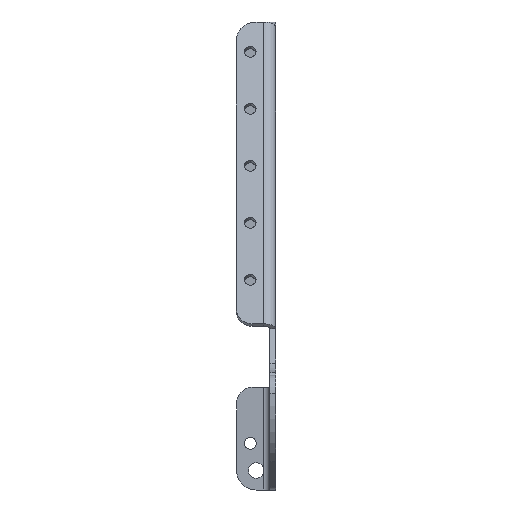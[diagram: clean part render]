
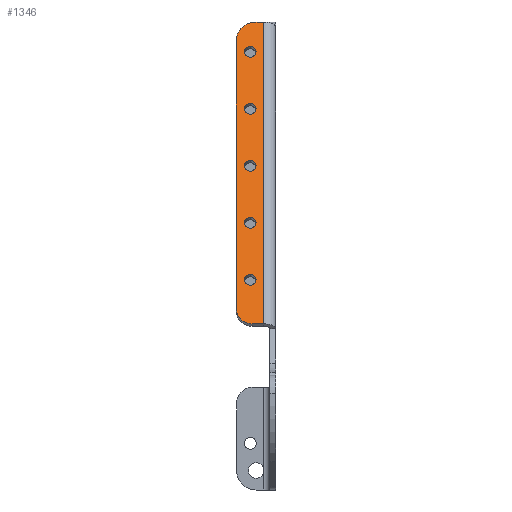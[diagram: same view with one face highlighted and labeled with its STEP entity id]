
A CAD part, front view. The second image highlights one B-rep face of the part: STEP entity #1346.
In plain terms, the highlighted planar face has unit normal (0, -0.913, 0.407).
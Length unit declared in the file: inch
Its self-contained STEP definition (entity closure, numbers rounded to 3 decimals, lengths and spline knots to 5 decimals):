
#40 = AXIS2_PLACEMENT_3D ( 'NONE', #3914, #823, #5997 ) ;
#103 = CARTESIAN_POINT ( 'NONE',  ( -0.3775, -2.57923, -1.08726 ) ) ;
#111 = DIRECTION ( 'NONE',  ( 0., -0.913, 0.407 ) ) ;
#165 = DIRECTION ( 'NONE',  ( 0., -0.407, -0.913 ) ) ;
#178 = LINE ( 'NONE', #6444, #5749 ) ;
#204 = AXIS2_PLACEMENT_3D ( 'NONE', #5780, #111, #5257 ) ;
#269 = LINE ( 'NONE', #1212, #1141 ) ;
#329 = CARTESIAN_POINT ( 'NONE',  ( -0.4075, -1.48934, 1.35877 ) ) ;
#341 = CIRCLE ( 'NONE', #1564, 0.095 ) ;
#411 = ORIENTED_EDGE ( 'NONE', *, *, #1566, .T. ) ;
#413 = DIRECTION ( 'NONE',  ( 0., -0.913, 0.407 ) ) ;
#439 = DIRECTION ( 'NONE',  ( 0., -0.913, 0.407 ) ) ;
#445 = CARTESIAN_POINT ( 'NONE',  ( -0.4075, -0.59802, 3.35918 ) ) ;
#483 = VERTEX_POINT ( 'NONE', #1413 ) ;
#508 = FACE_BOUND ( 'NONE', #4484, .T. ) ;
#533 = CARTESIAN_POINT ( 'NONE',  ( -0.6275, -0.55107, 3.46455 ) ) ;
#556 = CIRCLE ( 'NONE', #40, 0.095 ) ;
#797 = CARTESIAN_POINT ( 'NONE',  ( -0.4075, -1.89634, 0.44535 ) ) ;
#823 = DIRECTION ( 'NONE',  ( 0., -0.913, 0.407 ) ) ;
#829 = CIRCLE ( 'NONE', #1890, 0.095 ) ;
#921 = CARTESIAN_POINT ( 'NONE',  ( -0.1875, -2.88448, -1.77233 ) ) ;
#1098 = DIRECTION ( 'NONE',  ( 0., -0.913, 0.407 ) ) ;
#1141 = VECTOR ( 'NONE', #3805, 39.37008 ) ;
#1167 = EDGE_CURVE ( 'NONE', #1473, #5861, #829, .T. ) ;
#1212 = CARTESIAN_POINT ( 'NONE',  ( -0.6275, -2.57923, -1.08726 ) ) ;
#1215 = VERTEX_POINT ( 'NONE', #533 ) ;
#1222 = AXIS2_PLACEMENT_3D ( 'NONE', #3501, #413, #4516 ) ;
#1308 = VERTEX_POINT ( 'NONE', #6376 ) ;
#1315 = CARTESIAN_POINT ( 'NONE',  ( 0., -0.42388, 3.75 ) ) ;
#1330 = DIRECTION ( 'NONE',  ( 0., -0.913, 0.407 ) ) ;
#1346 = ADVANCED_FACE ( 'NONE', ( #3081, #6468, #508, #6310, #3571, #4367 ), #3254, .F. ) ;
#1354 = EDGE_CURVE ( 'NONE', #4495, #3046, #269, .T. ) ;
#1389 = CARTESIAN_POINT ( 'NONE',  ( -0.1875, -0.42388, 3.75 ) ) ;
#1413 = CARTESIAN_POINT ( 'NONE',  ( -0.4075, -1.08235, 2.2722 ) ) ;
#1428 = CARTESIAN_POINT ( 'NONE',  ( -0.3775, -2.47748, -0.8589 ) ) ;
#1461 = ORIENTED_EDGE ( 'NONE', *, *, #1354, .T. ) ;
#1473 = VERTEX_POINT ( 'NONE', #6411 ) ;
#1543 = AXIS2_PLACEMENT_3D ( 'NONE', #2079, #1098, #2107 ) ;
#1564 = AXIS2_PLACEMENT_3D ( 'NONE', #5826, #3245, #165 ) ;
#1566 = EDGE_CURVE ( 'NONE', #1308, #4495, #2105, .T. ) ;
#1568 = VERTEX_POINT ( 'NONE', #1389 ) ;
#1584 = EDGE_CURVE ( 'NONE', #4191, #3260, #3565, .T. ) ;
#1761 = CARTESIAN_POINT ( 'NONE',  ( -0.4075, -2.26468, -0.38131 ) ) ;
#1780 = CARTESIAN_POINT ( 'NONE',  ( -0.4075, -1.00502, 2.44575 ) ) ;
#1791 = EDGE_CURVE ( 'NONE', #3054, #6407, #3488, .T. ) ;
#1804 = DIRECTION ( 'NONE',  ( 0., -0.407, -0.913 ) ) ;
#1868 = EDGE_CURVE ( 'NONE', #3260, #4191, #6389, .T. ) ;
#1890 = AXIS2_PLACEMENT_3D ( 'NONE', #4077, #1984, #6153 ) ;
#1925 = DIRECTION ( 'NONE',  ( 0., -0.407, -0.913 ) ) ;
#1984 = DIRECTION ( 'NONE',  ( 0., -0.913, 0.407 ) ) ;
#2049 = ORIENTED_EDGE ( 'NONE', *, *, #1868, .F. ) ;
#2079 = CARTESIAN_POINT ( 'NONE',  ( -0.4075, -1.45068, 1.44555 ) ) ;
#2095 = EDGE_CURVE ( 'NONE', #3454, #1215, #6218, .T. ) ;
#2105 = CIRCLE ( 'NONE', #3291, 0.25 ) ;
#2107 = DIRECTION ( 'NONE',  ( 0., -0.407, -0.913 ) ) ;
#2251 = AXIS2_PLACEMENT_3D ( 'NONE', #2878, #1330, #6041 ) ;
#2316 = VERTEX_POINT ( 'NONE', #1780 ) ;
#2504 = VERTEX_POINT ( 'NONE', #329 ) ;
#2796 = ORIENTED_EDGE ( 'NONE', *, *, #1584, .F. ) ;
#2855 = ORIENTED_EDGE ( 'NONE', *, *, #3503, .F. ) ;
#2878 = CARTESIAN_POINT ( 'NONE',  ( -0.4075, -1.04368, 2.35898 ) ) ;
#2902 = EDGE_CURVE ( 'NONE', #1568, #3454, #6464, .T. ) ;
#2951 = AXIS2_PLACEMENT_3D ( 'NONE', #3680, #4823, #3548 ) ;
#2961 = CIRCLE ( 'NONE', #2251, 0.095 ) ;
#2982 = CARTESIAN_POINT ( 'NONE',  ( -0.4075, -2.26468, -0.38131 ) ) ;
#2996 = CIRCLE ( 'NONE', #3917, 0.095 ) ;
#3046 = VERTEX_POINT ( 'NONE', #5092 ) ;
#3054 = VERTEX_POINT ( 'NONE', #5627 ) ;
#3081 = FACE_BOUND ( 'NONE', #4557, .T. ) ;
#3177 = EDGE_CURVE ( 'NONE', #2316, #483, #341, .T. ) ;
#3243 = ORIENTED_EDGE ( 'NONE', *, *, #4298, .F. ) ;
#3245 = DIRECTION ( 'NONE',  ( 0., -0.913, 0.407 ) ) ;
#3254 = PLANE ( 'NONE',  #2951 ) ;
#3260 = VERTEX_POINT ( 'NONE', #4236 ) ;
#3291 = AXIS2_PLACEMENT_3D ( 'NONE', #1428, #439, #6116 ) ;
#3325 = EDGE_CURVE ( 'NONE', #1215, #1308, #178, .T. ) ;
#3336 = AXIS2_PLACEMENT_3D ( 'NONE', #4213, #3773, #5286 ) ;
#3421 = EDGE_CURVE ( 'NONE', #6407, #3054, #2996, .T. ) ;
#3432 = DIRECTION ( 'NONE',  ( 0., -0.407, -0.913 ) ) ;
#3454 = VERTEX_POINT ( 'NONE', #6559 ) ;
#3488 = CIRCLE ( 'NONE', #204, 0.095 ) ;
#3501 = CARTESIAN_POINT ( 'NONE',  ( -0.315, -0.55107, 3.46455 ) ) ;
#3503 = EDGE_CURVE ( 'NONE', #1568, #3046, #5828, .T. ) ;
#3530 = ORIENTED_EDGE ( 'NONE', *, *, #3177, .F. ) ;
#3548 = DIRECTION ( 'NONE',  ( 0., 0.407, 0.913 ) ) ;
#3565 = CIRCLE ( 'NONE', #5281, 0.095 ) ;
#3571 = FACE_BOUND ( 'NONE', #6440, .T. ) ;
#3680 = CARTESIAN_POINT ( 'NONE',  ( 0., -1.74778, 0.77876 ) ) ;
#3773 = DIRECTION ( 'NONE',  ( 0., -0.913, 0.407 ) ) ;
#3805 = DIRECTION ( 'NONE',  ( 1., 0., 0. ) ) ;
#3856 = DIRECTION ( 'NONE',  ( 0., -0.913, 0.407 ) ) ;
#3914 = CARTESIAN_POINT ( 'NONE',  ( -0.4075, -1.85768, 0.53212 ) ) ;
#3917 = AXIS2_PLACEMENT_3D ( 'NONE', #4035, #4476, #1925 ) ;
#3945 = ORIENTED_EDGE ( 'NONE', *, *, #1791, .F. ) ;
#3989 = DIRECTION ( 'NONE',  ( 0., -0.407, -0.913 ) ) ;
#3994 = ORIENTED_EDGE ( 'NONE', *, *, #5084, .F. ) ;
#4035 = CARTESIAN_POINT ( 'NONE',  ( -0.4075, -0.63668, 3.27241 ) ) ;
#4055 = ORIENTED_EDGE ( 'NONE', *, *, #2095, .T. ) ;
#4077 = CARTESIAN_POINT ( 'NONE',  ( -0.4075, -1.85768, 0.53212 ) ) ;
#4146 = ORIENTED_EDGE ( 'NONE', *, *, #2902, .T. ) ;
#4191 = VERTEX_POINT ( 'NONE', #6500 ) ;
#4213 = CARTESIAN_POINT ( 'NONE',  ( -0.4075, -1.45068, 1.44555 ) ) ;
#4236 = CARTESIAN_POINT ( 'NONE',  ( -0.4075, -2.30334, -0.46808 ) ) ;
#4298 = EDGE_CURVE ( 'NONE', #5861, #1473, #556, .T. ) ;
#4367 = FACE_OUTER_BOUND ( 'NONE', #5923, .T. ) ;
#4439 = VECTOR ( 'NONE', #3432, 39.37008 ) ;
#4476 = DIRECTION ( 'NONE',  ( 0., -0.913, 0.407 ) ) ;
#4484 = EDGE_LOOP ( 'NONE', ( #4896, #3994 ) ) ;
#4495 = VERTEX_POINT ( 'NONE', #103 ) ;
#4516 = DIRECTION ( 'NONE',  ( 0., 0.407, 0.913 ) ) ;
#4557 = EDGE_LOOP ( 'NONE', ( #3945, #5940 ) ) ;
#4758 = AXIS2_PLACEMENT_3D ( 'NONE', #1761, #3856, #1804 ) ;
#4823 = DIRECTION ( 'NONE',  ( 0., 0.913, -0.407 ) ) ;
#4896 = ORIENTED_EDGE ( 'NONE', *, *, #5513, .F. ) ;
#5084 = EDGE_CURVE ( 'NONE', #5567, #2504, #6123, .T. ) ;
#5092 = CARTESIAN_POINT ( 'NONE',  ( -0.1875, -2.57923, -1.08726 ) ) ;
#5197 = ORIENTED_EDGE ( 'NONE', *, *, #3325, .T. ) ;
#5222 = CIRCLE ( 'NONE', #1543, 0.095 ) ;
#5257 = DIRECTION ( 'NONE',  ( 0., -0.407, -0.913 ) ) ;
#5281 = AXIS2_PLACEMENT_3D ( 'NONE', #2982, #6602, #3989 ) ;
#5286 = DIRECTION ( 'NONE',  ( 0., -0.407, -0.913 ) ) ;
#5407 = ORIENTED_EDGE ( 'NONE', *, *, #5875, .F. ) ;
#5513 = EDGE_CURVE ( 'NONE', #2504, #5567, #5222, .T. ) ;
#5567 = VERTEX_POINT ( 'NONE', #5716 ) ;
#5620 = DIRECTION ( 'NONE',  ( -1., 0., 0. ) ) ;
#5627 = CARTESIAN_POINT ( 'NONE',  ( -0.4075, -0.67535, 3.18563 ) ) ;
#5716 = CARTESIAN_POINT ( 'NONE',  ( -0.4075, -1.41201, 1.53233 ) ) ;
#5749 = VECTOR ( 'NONE', #6511, 39.37008 ) ;
#5780 = CARTESIAN_POINT ( 'NONE',  ( -0.4075, -0.63668, 3.27241 ) ) ;
#5826 = CARTESIAN_POINT ( 'NONE',  ( -0.4075, -1.04368, 2.35898 ) ) ;
#5828 = LINE ( 'NONE', #921, #4439 ) ;
#5861 = VERTEX_POINT ( 'NONE', #797 ) ;
#5875 = EDGE_CURVE ( 'NONE', #483, #2316, #2961, .T. ) ;
#5923 = EDGE_LOOP ( 'NONE', ( #5197, #411, #1461, #2855, #4146, #4055 ) ) ;
#5940 = ORIENTED_EDGE ( 'NONE', *, *, #3421, .F. ) ;
#5997 = DIRECTION ( 'NONE',  ( 0., -0.407, -0.913 ) ) ;
#6041 = DIRECTION ( 'NONE',  ( 0., -0.407, -0.913 ) ) ;
#6059 = ORIENTED_EDGE ( 'NONE', *, *, #1167, .F. ) ;
#6116 = DIRECTION ( 'NONE',  ( 0., 0.407, 0.913 ) ) ;
#6123 = CIRCLE ( 'NONE', #3336, 0.095 ) ;
#6153 = DIRECTION ( 'NONE',  ( 0., -0.407, -0.913 ) ) ;
#6218 = CIRCLE ( 'NONE', #1222, 0.3125 ) ;
#6310 = FACE_BOUND ( 'NONE', #6579, .T. ) ;
#6376 = CARTESIAN_POINT ( 'NONE',  ( -0.6275, -2.47748, -0.8589 ) ) ;
#6389 = CIRCLE ( 'NONE', #4758, 0.095 ) ;
#6407 = VERTEX_POINT ( 'NONE', #445 ) ;
#6411 = CARTESIAN_POINT ( 'NONE',  ( -0.4075, -1.81901, 0.6189 ) ) ;
#6440 = EDGE_LOOP ( 'NONE', ( #2049, #2796 ) ) ;
#6444 = CARTESIAN_POINT ( 'NONE',  ( -0.6275, -1.74778, 0.77876 ) ) ;
#6464 = LINE ( 'NONE', #1315, #6625 ) ;
#6468 = FACE_BOUND ( 'NONE', #6611, .T. ) ;
#6500 = CARTESIAN_POINT ( 'NONE',  ( -0.4075, -2.22601, -0.29453 ) ) ;
#6511 = DIRECTION ( 'NONE',  ( 0., -0.407, -0.913 ) ) ;
#6559 = CARTESIAN_POINT ( 'NONE',  ( -0.315, -0.42388, 3.75 ) ) ;
#6579 = EDGE_LOOP ( 'NONE', ( #3243, #6059 ) ) ;
#6602 = DIRECTION ( 'NONE',  ( 0., -0.913, 0.407 ) ) ;
#6611 = EDGE_LOOP ( 'NONE', ( #5407, #3530 ) ) ;
#6625 = VECTOR ( 'NONE', #5620, 39.37008 ) ;
